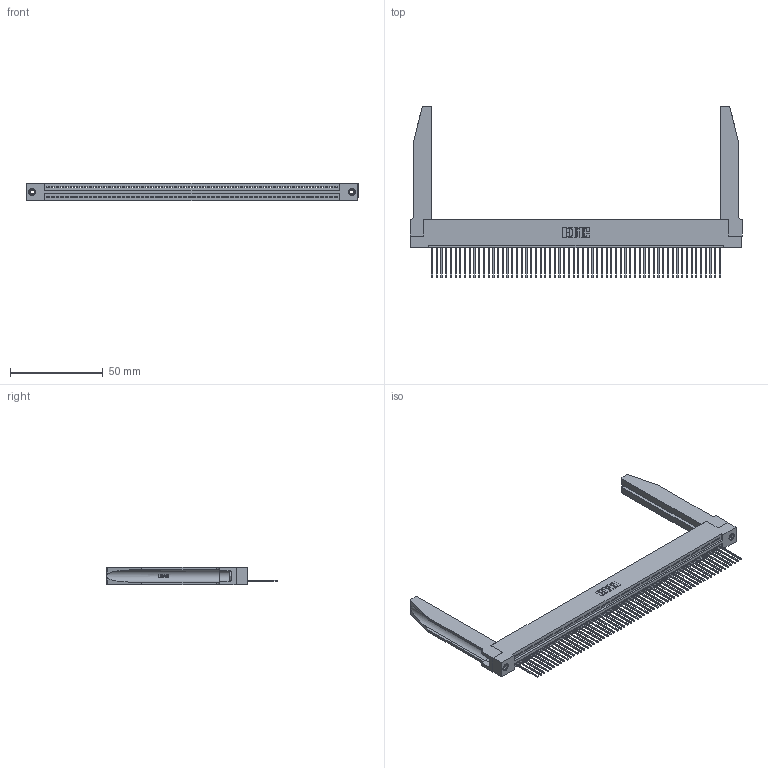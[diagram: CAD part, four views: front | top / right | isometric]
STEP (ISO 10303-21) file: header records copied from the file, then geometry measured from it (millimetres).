
FILE_DESCRIPTION (( 'STEP AP203' ), '1' );
FILE_NAME ('345-062-542-178.STEP', '2019-10-11T07:02:32', ( '' ), ( '' ), 'SwSTEP 2.0', 'SolidWorks 2016', '' );
FILE_SCHEMA (( 'CONFIG_CONTROL_DESIGN' ));
Length unit declared in the file: inch
Products named in the file (5): 345 Part_Flush Mounting Lugs - 0.156 Dia-TH; 345-250-001_345-250-001-102; 345-220-078_345-220-078; 345-292-001_345-293-142; 345-062-542-178
Assembly tree (67 placements, depth 2):
  345-062-542-178
    345 Part_Flush Mounting Lugs - 0.156 Dia-TH
    345-292-001_345-293-142  x62
    345-250-001_345-250-001-102  x2
    345-220-078_345-220-078  x2
Bounding box: 178.71 x 92.25 x 9.4 mm (x, y, z)
Volume: 25046.7 mm3; surface area: 30948.4 mm2
Topology: 67 solids, 67 shells, 3956 faces, 11861 edges, 7814 vertices
Faces by surface type: plane 2702, cylinder 1202, bspline 36, cone 12, torus 4
Entity records: 48728 total; most frequent: CARTESIAN_POINT 9337, ORIENTED_EDGE 8230, DIRECTION 7133, EDGE_CURVE 4115, VECTOR 3641, LINE 3641, VERTEX_POINT 2736, AXIS2_PLACEMENT_3D 1746
